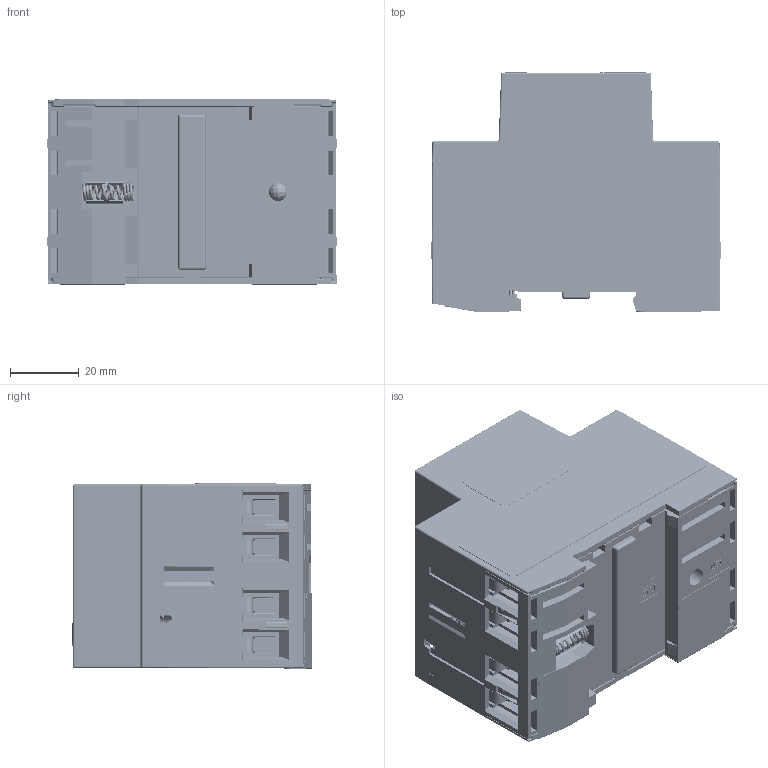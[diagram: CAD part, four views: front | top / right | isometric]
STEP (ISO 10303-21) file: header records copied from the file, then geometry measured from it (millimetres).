
FILE_DESCRIPTION((''),'2;1');
FILE_NAME('3MEM65_ASM','2024-05-10T13:01:13',('klemen.sitar'),('Audax d.o.o.'),'CREO PARAMETRIC BY PTC INC, 2021304','CREO PARAMETRIC BY PTC INC, 2021304','');
FILE_SCHEMA(('AP242_MANAGED_MODEL_BASED_3D_ENGINEERING_MIM_LF { 1 0 10303 442 1 1 4 }'));
Products named in the file (41): 22602410_64_2_1_1; 22602412_70_2_1_1; 37200736_VZMET_2_2_1_1; DIN_660-3X30-ST-A-23_DIN_660-3X; 37551885_SPONKA_PRIKLJUCNA_2_2_; 37300793_VIJAK_S_KRIZNO_ZAREZO_; 37551781_PRIKLJUCEK_TULJAVE_2_2; PART75_38552667_PRIK__TULJAVE_M; 38552667_PRIK__TULJAVE_MAGNETA__ASM; _022601351_PRIKLJUCEK_KO-146334; _022601350_PRIKLJUCEK_KO-237134; 022501277POP_WM3-8_VHODNA-41659_ASM; 37300768_2_38552412_2_2__385524; 37551687_2_38552412_2_2__385524; 38552412_2_2__38552412_ASM_2_AS_ASM; 38552412_ASM_2_ASM_2_ASM_1_ASM__ASM; _022601350_PRIKLJUCEK_KON-40958; _022601351_PRIKLJUCEK_KO-113712; 022501277POP_WM3-8_VHODN-132553_ASM; 022602247_PODLOZKA_SAMOLEPILNA_; PECAT_2_2_1_1; EXTRUDE-THIN1_2_2_1_1; DELETEFACE1_2_2_1_1; BOSS-EXTRUDE7_2_2_1_1; BOSS-EXTRUDE8_2_2_1_1; FILLET5_2_2_1_1; 022602173_PRIKAZOVALNIK_LCD_WM3_ASM; OKROV_NALEPKA_2_2_1_1; PART1_38552670_PRIK__TULJAVE_MA; 38552670_PRIK__TULJAVE_MAGNETA__ASM; _022601351_PRIKLJUCEK_KO-144655; _022601350_PRIKLJUCEK_KO-238781; 022501275000_POP_WM3-6_PROCESOR_ASM; WM3-DROBOVJE_ASM_4_ASM_1_ASM_1__ASM; SPODNJI_PECAT_RAVEN_3_1_1_1; SPODNJI_PECAT_POSEVEN_4_1_1_1; 22601949_1_1_1_1; FOLIJA_1GUMB_2_1_1_1; CELNA_POTISKAVA_WM3M4C_2_1_1_1_; PRT0002 ...
Assembly tree (52 placements, depth 5):
  3MEM65_ASM
    22602410_64_2_1_1
    22602412_70_2_1_1
    37200736_VZMET_2_2_1_1
    WM3-DROBOVJE_ASM_4_ASM_1_ASM_1__ASM
      DIN_660-3X30-ST-A-23_DIN_660-3X  x2
      38552667_PRIK__TULJAVE_MAGNETA__ASM
        37551885_SPONKA_PRIKLJUCNA_2_2_
        37300793_VIJAK_S_KRIZNO_ZAREZO_
        37551781_PRIKLJUCEK_TULJAVE_2_2
        PART75_38552667_PRIK__TULJAVE_M
      022501277POP_WM3-8_VHODNA-41659_ASM
        _022601351_PRIKLJUCEK_KO-146334
        _022601350_PRIKLJUCEK_KO-237134
      38552412_ASM_2_ASM_2_ASM_1_ASM__ASM  x8
        38552412_2_2__38552412_ASM_2_AS_ASM
          37300768_2_38552412_2_2__385524
          37551687_2_38552412_2_2__385524
      022501277POP_WM3-8_VHODN-132553_ASM  x2
        _022601350_PRIKLJUCEK_KON-40958
        _022601351_PRIKLJUCEK_KO-113712
      022602247_PODLOZKA_SAMOLEPILNA_
      PECAT_2_2_1_1
      022602173_PRIKAZOVALNIK_LCD_WM3_ASM
        EXTRUDE-THIN1_2_2_1_1
        DELETEFACE1_2_2_1_1
        BOSS-EXTRUDE7_2_2_1_1
        BOSS-EXTRUDE8_2_2_1_1
        FILLET5_2_2_1_1
      OKROV_NALEPKA_2_2_1_1
      38552670_PRIK__TULJAVE_MAGNETA__ASM
        PART1_38552670_PRIK__TULJAVE_MA
        37300793_VIJAK_S_KRIZNO_ZAREZO_
        37551781_PRIKLJUCEK_TULJAVE_2_2
        37551885_SPONKA_PRIKLJUCNA_2_2_
      022501275000_POP_WM3-6_PROCESOR_ASM
        _022601351_PRIKLJUCEK_KO-144655
        _022601350_PRIKLJUCEK_KO-238781
    SPODNJI_PECAT_RAVEN_3_1_1_1
    SPODNJI_PECAT_POSEVEN_4_1_1_1
    22601949_1_1_1_1
    FOLIJA_1GUMB_2_1_1_1
    CELNA_POTISKAVA_WM3M4C_2_1_1_1_
    PRT0002
Bounding box: 84.41 x 69.85 x 54.09 mm (x, y, z)
Volume: 48403 mm3; surface area: 129014.6 mm2
Topology: 28 solids, 81 shells, 6829 faces, 18641 edges, 11847 vertices
Faces by surface type: plane 3527, cylinder 1610, bspline 600, torus 475, sphere 333, cone 270, extrusion 14
Entity records: 423875 total; most frequent: CARTESIAN_POINT 188342, ORIENTED_EDGE 30335, DIRECTION 27210, PRESENTATION_STYLE_ASSIGNMENT 21329, STYLED_ITEM 21329, CURVE_STYLE 15474, EDGE_CURVE 15300, VERTEX_POINT 9662
